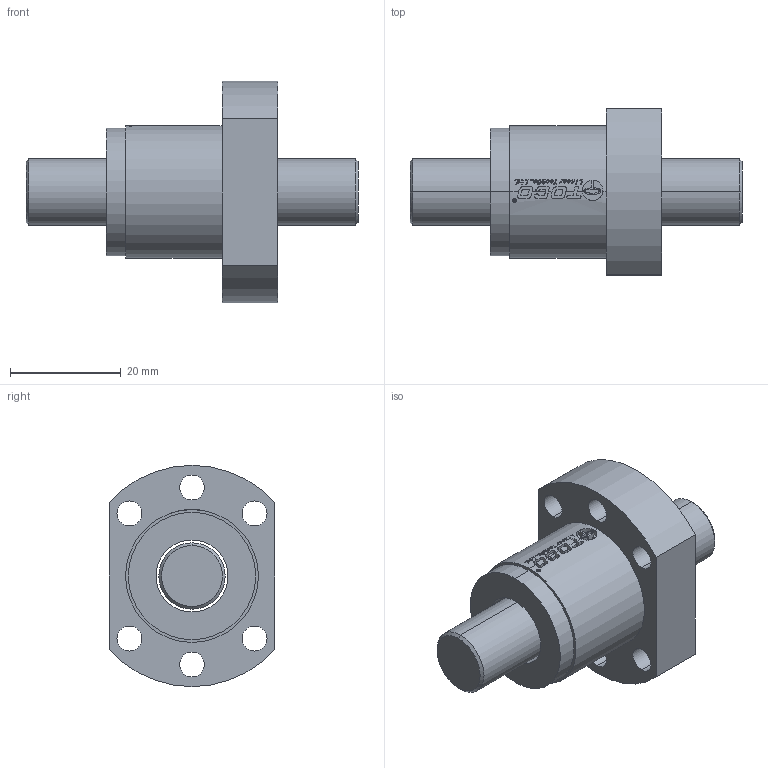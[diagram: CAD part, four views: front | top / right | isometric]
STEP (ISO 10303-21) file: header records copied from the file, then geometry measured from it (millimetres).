
FILE_DESCRIPTION (( 'STEP AP203' ), '1' );
FILE_NAME ('SFS01205.STEP', '2019-04-04T03:40:57', ( '' ), ( '' ), 'SwSTEP 2.0', 'SolidWorks 2015', '' );
FILE_SCHEMA (( 'CONFIG_CONTROL_DESIGN' ));
Length unit declared in the file: millimetre
Products named in the file (1): SFS01205
Bounding box: 60 x 30 x 40 mm (x, y, z)
Volume: 21678.6 mm3; surface area: 10819 mm2
Topology: 4 solids, 4 shells, 678 faces, 1910 edges, 1272 vertices
Faces by surface type: plane 607, cylinder 46, bspline 21, cone 4
Entity records: 23273 total; most frequent: CARTESIAN_POINT 7129, ORIENTED_EDGE 3820, DIRECTION 2778, EDGE_CURVE 1910, LINE 1286, VECTOR 1286, VERTEX_POINT 1272, AXIS2_PLACEMENT_3D 746
